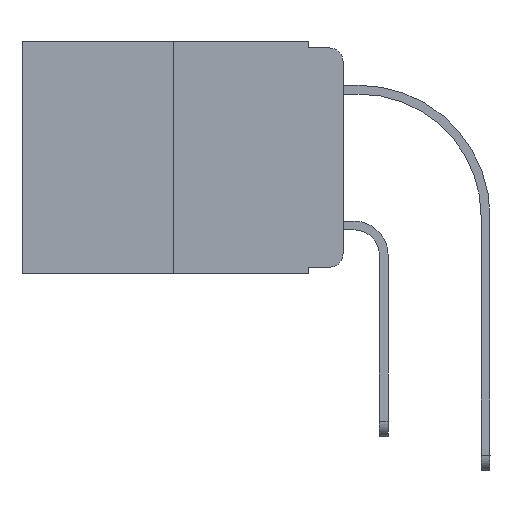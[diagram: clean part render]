
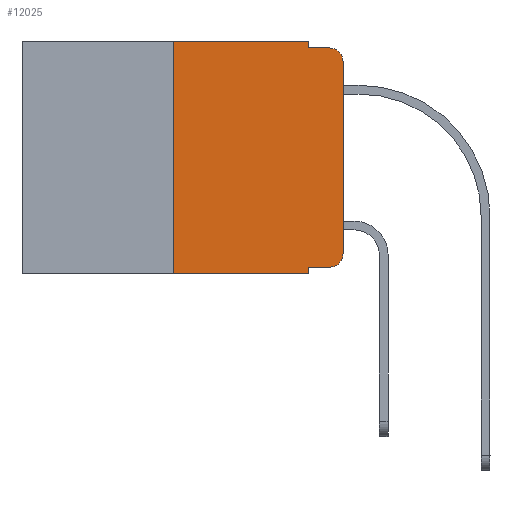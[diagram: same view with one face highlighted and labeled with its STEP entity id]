
A CAD part, left-side view. The second image highlights one B-rep face of the part: STEP entity #12025.
In plain terms, the highlighted planar face has unit normal (-1, 0, 0).
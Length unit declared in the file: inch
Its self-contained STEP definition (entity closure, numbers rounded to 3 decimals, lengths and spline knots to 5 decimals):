
#96 = VERTEX_POINT ( 'NONE', #12507 ) ;
#186 = LINE ( 'NONE', #11902, #5187 ) ;
#244 = LINE ( 'NONE', #20051, #4042 ) ;
#277 = ORIENTED_EDGE ( 'NONE', *, *, #15593, .F. ) ;
#604 = LINE ( 'NONE', #20617, #7724 ) ;
#902 = ORIENTED_EDGE ( 'NONE', *, *, #5711, .F. ) ;
#1941 = LINE ( 'NONE', #13551, #14490 ) ;
#2164 = VECTOR ( 'NONE', #10504, 39.37008 ) ;
#2501 = ORIENTED_EDGE ( 'NONE', *, *, #15098, .F. ) ;
#2970 = EDGE_CURVE ( 'NONE', #16651, #16469, #244, .T. ) ;
#3039 = CARTESIAN_POINT ( 'NONE',  ( 0., 0.02, -0.333 ) ) ;
#3093 = PLANE ( 'NONE',  #6804 ) ;
#3290 = CARTESIAN_POINT ( 'NONE',  ( 0., 0.051, -0.333 ) ) ;
#3991 = VERTEX_POINT ( 'NONE', #20621 ) ;
#4042 = VECTOR ( 'NONE', #15143, 39.37008 ) ;
#4424 = DIRECTION ( 'NONE',  ( 0., -1., 0. ) ) ;
#4653 = EDGE_CURVE ( 'NONE', #96, #11275, #7617, .T. ) ;
#5110 = CARTESIAN_POINT ( 'NONE',  ( 0., 0.02, -0.313 ) ) ;
#5171 = AXIS2_PLACEMENT_3D ( 'NONE', #5110, #12023, #10466 ) ;
#5187 = VECTOR ( 'NONE', #21530, 39.37008 ) ;
#5434 = ORIENTED_EDGE ( 'NONE', *, *, #20805, .T. ) ;
#5439 = DIRECTION ( 'NONE',  ( -1., 0., 0. ) ) ;
#5537 = CARTESIAN_POINT ( 'NONE',  ( 0., 0.02, -0.03 ) ) ;
#5711 = EDGE_CURVE ( 'NONE', #17039, #6264, #1941, .T. ) ;
#5784 = DIRECTION ( 'NONE',  ( 0., 0., -1. ) ) ;
#5948 = CARTESIAN_POINT ( 'NONE',  ( 0., 0.02, -0.01 ) ) ;
#6264 = VERTEX_POINT ( 'NONE', #5948 ) ;
#6362 = EDGE_CURVE ( 'NONE', #15450, #8447, #604, .T. ) ;
#6394 = CARTESIAN_POINT ( 'NONE',  ( 0., 0.473, 0. ) ) ;
#6804 = AXIS2_PLACEMENT_3D ( 'NONE', #6394, #18316, #13178 ) ;
#6974 = DIRECTION ( 'NONE',  ( 0., -1., 0. ) ) ;
#7213 = ORIENTED_EDGE ( 'NONE', *, *, #19137, .F. ) ;
#7408 = DIRECTION ( 'NONE',  ( 0., 0., -1. ) ) ;
#7473 = DIRECTION ( 'NONE',  ( 0., 0., -1. ) ) ;
#7617 = LINE ( 'NONE', #9376, #16201 ) ;
#7724 = VECTOR ( 'NONE', #4424, 39.37008 ) ;
#8447 = VERTEX_POINT ( 'NONE', #3039 ) ;
#8531 = EDGE_CURVE ( 'NONE', #8447, #96, #10778, .T. ) ;
#8859 = ORIENTED_EDGE ( 'NONE', *, *, #2970, .F. ) ;
#9065 = CARTESIAN_POINT ( 'NONE',  ( 0., 0.051, 0. ) ) ;
#9376 = CARTESIAN_POINT ( 'NONE',  ( 0., 0., 0. ) ) ;
#9384 = LINE ( 'NONE', #12160, #2164 ) ;
#9403 = AXIS2_PLACEMENT_3D ( 'NONE', #5537, #5439, #7408 ) ;
#10357 = VERTEX_POINT ( 'NONE', #12987 ) ;
#10466 = DIRECTION ( 'NONE',  ( 0., 0., -1. ) ) ;
#10504 = DIRECTION ( 'NONE',  ( 0., -1., 0. ) ) ;
#10778 = CIRCLE ( 'NONE', #5171, 0.02 ) ;
#10948 = ORIENTED_EDGE ( 'NONE', *, *, #4653, .T. ) ;
#11275 = VERTEX_POINT ( 'NONE', #13364 ) ;
#11340 = EDGE_LOOP ( 'NONE', ( #10948, #5434, #902, #2501, #277, #8859, #21241, #7213, #18870, #18995 ) ) ;
#11424 = FACE_OUTER_BOUND ( 'NONE', #11340, .T. ) ;
#11902 = CARTESIAN_POINT ( 'NONE',  ( 0., 0.473, -0.343 ) ) ;
#12023 = DIRECTION ( 'NONE',  ( -1., 0., 0. ) ) ;
#12025 = ADVANCED_FACE ( 'NONE', ( #11424 ), #3093, .F. ) ;
#12160 = CARTESIAN_POINT ( 'NONE',  ( 0., 0.473, 0. ) ) ;
#12301 = VECTOR ( 'NONE', #7473, 39.37008 ) ;
#12507 = CARTESIAN_POINT ( 'NONE',  ( 0., 0., -0.313 ) ) ;
#12909 = CIRCLE ( 'NONE', #9403, 0.02 ) ;
#12987 = CARTESIAN_POINT ( 'NONE',  ( 0., 0.051, 0. ) ) ;
#13178 = DIRECTION ( 'NONE',  ( 0., 0., -1. ) ) ;
#13364 = CARTESIAN_POINT ( 'NONE',  ( 0., 0., -0.03 ) ) ;
#13551 = CARTESIAN_POINT ( 'NONE',  ( 0., 0.051, -0.01 ) ) ;
#14490 = VECTOR ( 'NONE', #6974, 39.37008 ) ;
#15098 = EDGE_CURVE ( 'NONE', #10357, #17039, #18976, .T. ) ;
#15143 = DIRECTION ( 'NONE',  ( 0., 0., 1. ) ) ;
#15260 = CARTESIAN_POINT ( 'NONE',  ( 0., 0.25, -0.343 ) ) ;
#15450 = VERTEX_POINT ( 'NONE', #3290 ) ;
#15591 = CARTESIAN_POINT ( 'NONE',  ( 0., 0.051, 0. ) ) ;
#15593 = EDGE_CURVE ( 'NONE', #16469, #10357, #9384, .T. ) ;
#16057 = DIRECTION ( 'NONE',  ( 0., 0., 1. ) ) ;
#16201 = VECTOR ( 'NONE', #16057, 39.37008 ) ;
#16469 = VERTEX_POINT ( 'NONE', #17432 ) ;
#16651 = VERTEX_POINT ( 'NONE', #15260 ) ;
#17039 = VERTEX_POINT ( 'NONE', #18187 ) ;
#17432 = CARTESIAN_POINT ( 'NONE',  ( 0., 0.25, 0. ) ) ;
#18187 = CARTESIAN_POINT ( 'NONE',  ( 0., 0.051, -0.01 ) ) ;
#18316 = DIRECTION ( 'NONE',  ( 1., 0., 0. ) ) ;
#18870 = ORIENTED_EDGE ( 'NONE', *, *, #6362, .T. ) ;
#18976 = LINE ( 'NONE', #15591, #12301 ) ;
#18995 = ORIENTED_EDGE ( 'NONE', *, *, #8531, .T. ) ;
#19038 = LINE ( 'NONE', #9065, #19425 ) ;
#19137 = EDGE_CURVE ( 'NONE', #15450, #3991, #19038, .T. ) ;
#19425 = VECTOR ( 'NONE', #5784, 39.37008 ) ;
#20051 = CARTESIAN_POINT ( 'NONE',  ( 0., 0.25, 0. ) ) ;
#20603 = EDGE_CURVE ( 'NONE', #16651, #3991, #186, .T. ) ;
#20617 = CARTESIAN_POINT ( 'NONE',  ( 0., 0.051, -0.333 ) ) ;
#20621 = CARTESIAN_POINT ( 'NONE',  ( 0., 0.051, -0.343 ) ) ;
#20805 = EDGE_CURVE ( 'NONE', #11275, #6264, #12909, .T. ) ;
#21241 = ORIENTED_EDGE ( 'NONE', *, *, #20603, .T. ) ;
#21530 = DIRECTION ( 'NONE',  ( 0., -1., 0. ) ) ;
